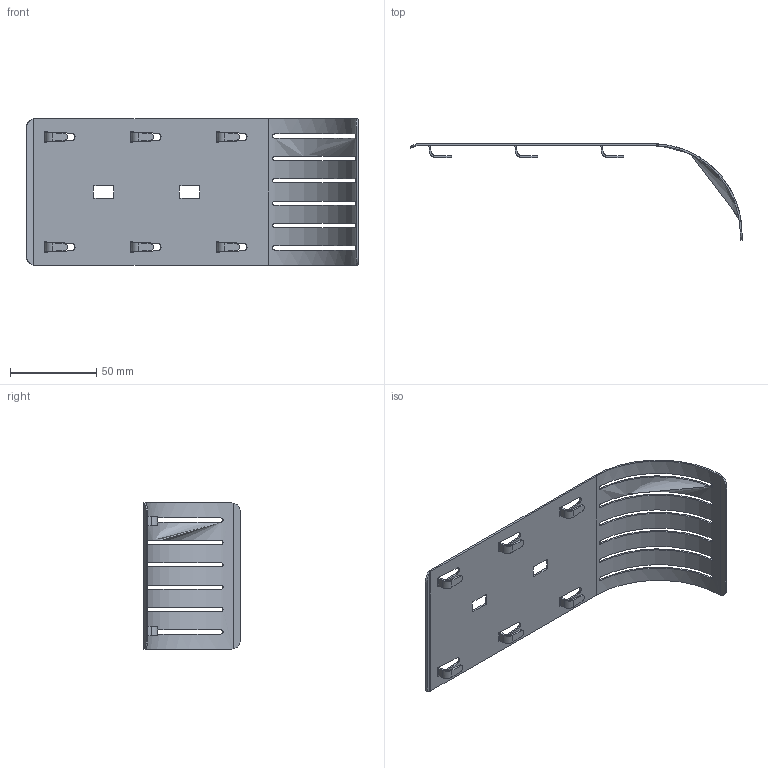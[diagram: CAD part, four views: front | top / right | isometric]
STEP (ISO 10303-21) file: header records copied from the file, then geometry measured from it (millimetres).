
FILE_DESCRIPTION (( 'STEP AP214' ), '1' );
FILE_NAME ('6220412.stp', '2018-01-03T09:08:34', ( '' ), ( '' ), 'SwSTEP 2.0', 'SolidWorks 2016', '' );
FILE_SCHEMA (( 'AUTOMOTIVE_DESIGN' ));
Length unit declared in the file: millimetre
Products named in the file (1): 6220412
Bounding box: 193 x 56 x 85 mm (x, y, z)
Volume: 17935.2 mm3; surface area: 37914.3 mm2
Topology: 1 solids, 1 shells, 198 faces, 476 edges, 280 vertices
Faces by surface type: plane 104, cylinder 54, bspline 40
Entity records: 7154 total; most frequent: CARTESIAN_POINT 2895, ORIENTED_EDGE 952, DIRECTION 714, EDGE_CURVE 476, VERTEX_POINT 280, AXIS2_PLACEMENT_3D 239, VECTOR 236, LINE 236
